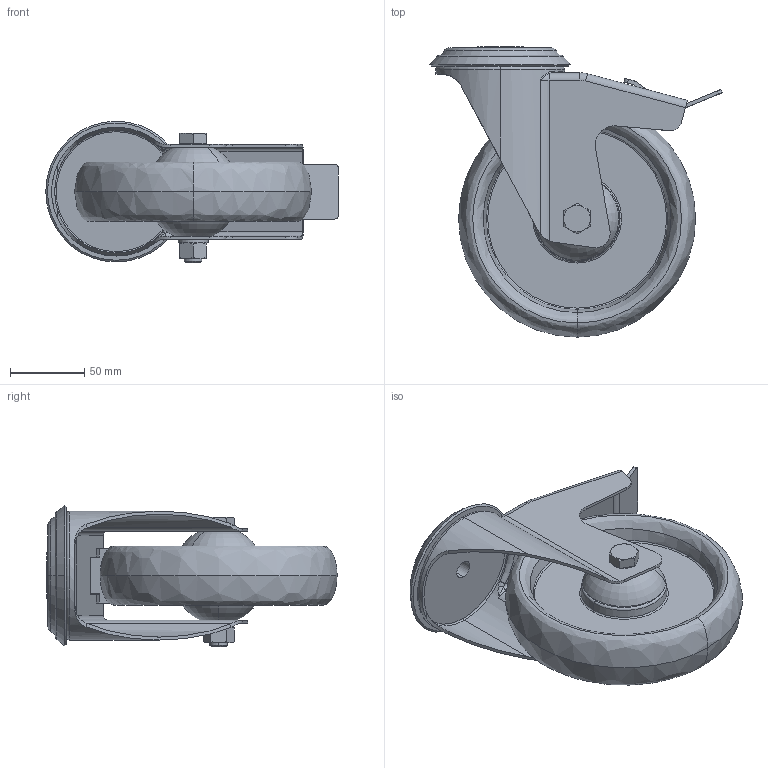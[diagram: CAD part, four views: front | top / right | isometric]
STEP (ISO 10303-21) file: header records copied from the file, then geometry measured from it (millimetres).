
FILE_DESCRIPTION (( 'STEP AP214' ), '1' );
FILE_NAME ('0030497.step', '2021-05-05T11:57:04', ( 'Windows-Benutzer' ), ( '' ), 'SwSTEP 2.0', 'SolidWorks 2020', '' );
FILE_SCHEMA (( 'AUTOMOTIVE_DESIGN' ));
Length unit declared in the file: millimetre
Products named in the file (1): 0030497
Bounding box: 197.5 x 196 x 95.5 mm (x, y, z)
Volume: 604023.9 mm3; surface area: 216149 mm2
Topology: 10 solids, 12 shells, 336 faces, 767 edges, 468 vertices
Faces by surface type: plane 95, cylinder 93, torus 66, cone 58, bspline 24
Entity records: 13994 total; most frequent: CARTESIAN_POINT 2530, DIRECTION 1723, ORIENTED_EDGE 1526, EDGE_CURVE 763, AXIS2_PLACEMENT_3D 735, VERTEX_POINT 468, CIRCLE 422, EDGE_LOOP 377
